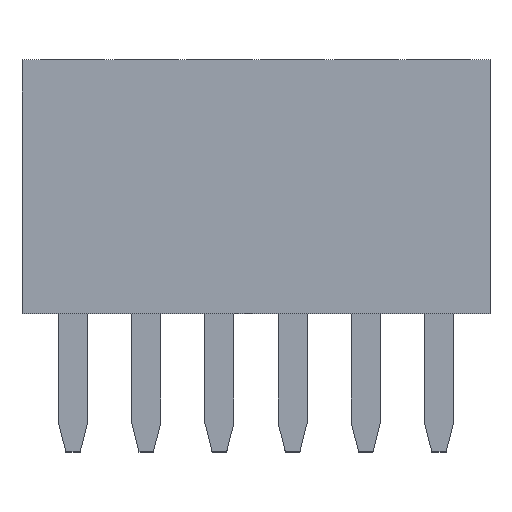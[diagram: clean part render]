
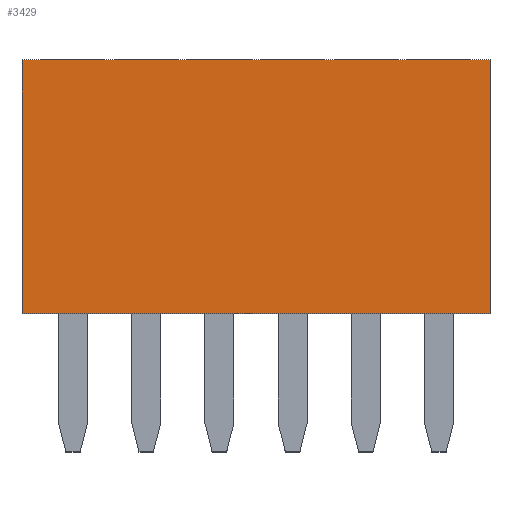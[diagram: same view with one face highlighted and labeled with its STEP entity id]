
A CAD part, top view. The second image highlights one B-rep face of the part: STEP entity #3429.
In plain terms, the highlighted planar face has unit normal (0, 0, 1).
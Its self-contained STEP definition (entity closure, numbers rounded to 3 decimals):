
#58=DIRECTION('',(0.,-1.,0.));
#59=VECTOR('',#58,4.4);
#60=CARTESIAN_POINT('',(-4.06,0.,1.55));
#61=LINE('',#60,#59);
#65=DIRECTION('',(1.,0.,0.));
#66=VECTOR('',#65,8.12);
#67=CARTESIAN_POINT('',(-4.06,-4.4,1.55));
#68=LINE('',#67,#66);
#72=DIRECTION('',(1.,0.,0.));
#73=VECTOR('',#72,8.12);
#74=CARTESIAN_POINT('',(-4.06,0.,1.55));
#75=LINE('',#74,#73);
#2592=DIRECTION('',(0.,-1.,0.));
#2593=VECTOR('',#2592,4.4);
#2594=CARTESIAN_POINT('',(4.06,0.,1.55));
#2595=LINE('',#2594,#2593);
#2865=CARTESIAN_POINT('',(-4.06,-4.4,1.55));
#2867=VERTEX_POINT('',#2865);
#2879=CARTESIAN_POINT('',(-4.06,0.,1.55));
#2880=VERTEX_POINT('',#2879);
#2881=CARTESIAN_POINT('',(4.06,-4.4,1.55));
#2883=VERTEX_POINT('',#2881);
#2895=CARTESIAN_POINT('',(4.06,0.,1.55));
#2896=VERTEX_POINT('',#2895);
#3416=CARTESIAN_POINT('',(-4.06,0.,1.55));
#3417=DIRECTION('',(0.,0.,1.));
#3418=DIRECTION('',(0.,-1.,0.));
#3419=AXIS2_PLACEMENT_3D('',#3416,#3417,#3418);
#3420=PLANE('',#3419);
#3421=ORIENTED_EDGE('',*,*,#3396,.F.);
#3423=ORIENTED_EDGE('',*,*,#3422,.T.);
#3425=ORIENTED_EDGE('',*,*,#3424,.T.);
#3426=ORIENTED_EDGE('',*,*,#3407,.F.);
#3427=EDGE_LOOP('',(#3421,#3423,#3425,#3426));
#3428=FACE_OUTER_BOUND('',#3427,.F.);
#3396=EDGE_CURVE('',#2880,#2867,#61,.T.);
#3407=EDGE_CURVE('',#2867,#2883,#68,.T.);
#3422=EDGE_CURVE('',#2880,#2896,#75,.T.);
#3424=EDGE_CURVE('',#2896,#2883,#2595,.T.);
#3429=ADVANCED_FACE('',(#3428),#3420,.T.);
